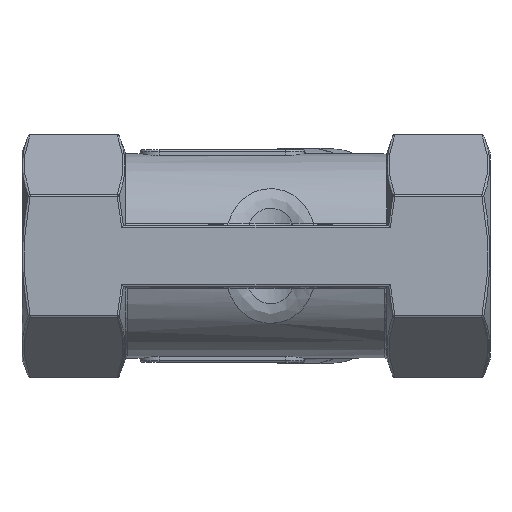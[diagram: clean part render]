
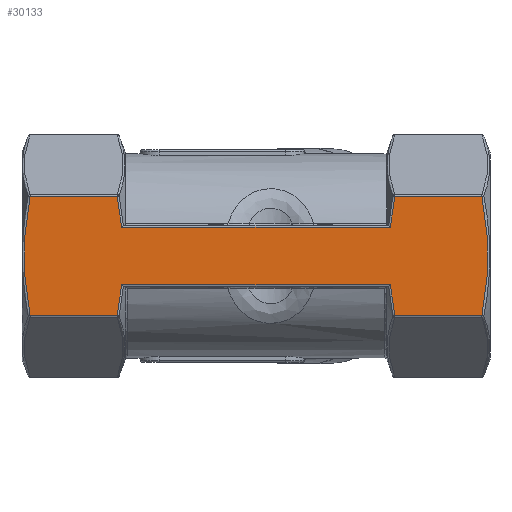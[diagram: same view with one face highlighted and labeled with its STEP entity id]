
A CAD part, front view. The second image highlights one B-rep face of the part: STEP entity #30133.
In plain terms, the highlighted planar face has unit normal (0, -1, 0).
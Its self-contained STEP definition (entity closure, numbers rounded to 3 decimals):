
#1724 = EDGE_CURVE ( 'NONE', #14087, #13578, #22345, .T. ) ;
#1730 = EDGE_CURVE ( 'NONE', #13586, #13806, #18870, .T. ) ;
#1733 = EDGE_CURVE ( 'NONE', #13806, #13682, #29821, .T. ) ;
#1740 = EDGE_CURVE ( 'NONE', #13682, #13703, #18913, .T. ) ;
#1742 = EDGE_CURVE ( 'NONE', #13703, #14032, #29815, .T. ) ;
#1746 = EDGE_CURVE ( 'NONE', #14032, #13736, #19017, .T. ) ;
#1751 = EDGE_CURVE ( 'NONE', #13736, #14087, #29812, .T. ) ;
#1752 = EDGE_CURVE ( 'NONE', #13746, #13717, #19072, .T. ) ;
#1753 = EDGE_CURVE ( 'NONE', #14101, #14058, #19077, .T. ) ;
#1778 = EDGE_CURVE ( 'NONE', #14058, #13746, #29804, .T. ) ;
#1797 = EDGE_CURVE ( 'NONE', #13717, #13586, #29792, .T. ) ;
#1803 = EDGE_CURVE ( 'NONE', #13578, #14101, #29791, .T. ) ;
#1918 = EDGE_LOOP ( 'NONE', ( #13460, #13453, #2127, #4112, #4111, #4109, #4087, #4451, #4081, #4458, #4076, #4083 ) ) ;
#2127 = ORIENTED_EDGE ( 'NONE', *, *, #1778, .T. ) ;
#4076 = ORIENTED_EDGE ( 'NONE', *, *, #1751, .T. ) ;
#4081 = ORIENTED_EDGE ( 'NONE', *, *, #1742, .T. ) ;
#4083 = ORIENTED_EDGE ( 'NONE', *, *, #1724, .T. ) ;
#4087 = ORIENTED_EDGE ( 'NONE', *, *, #1733, .T. ) ;
#4109 = ORIENTED_EDGE ( 'NONE', *, *, #1730, .T. ) ;
#4111 = ORIENTED_EDGE ( 'NONE', *, *, #1797, .T. ) ;
#4112 = ORIENTED_EDGE ( 'NONE', *, *, #1752, .T. ) ;
#4451 = ORIENTED_EDGE ( 'NONE', *, *, #1740, .T. ) ;
#4458 = ORIENTED_EDGE ( 'NONE', *, *, #1746, .T. ) ;
#5791 = CARTESIAN_POINT ( 'NONE',  ( 23.631, -25., 6.8 ) ) ;
#5795 = CARTESIAN_POINT ( 'NONE',  ( 23.631, -25., -6.8 ) ) ;
#5834 = CARTESIAN_POINT ( 'NONE',  ( 88.412, -25., -14.145 ) ) ;
#5844 = CARTESIAN_POINT ( 'NONE',  ( 109.088, -25., -14.145 ) ) ;
#5851 = CARTESIAN_POINT ( 'NONE',  ( 22.588, -25., -14.145 ) ) ;
#5860 = CARTESIAN_POINT ( 'NONE',  ( 88.412, -25., 14.145 ) ) ;
#5864 = CARTESIAN_POINT ( 'NONE',  ( 1.912, -25., -14.145 ) ) ;
#5891 = CARTESIAN_POINT ( 'NONE',  ( 87.369, -25., -6.8 ) ) ;
#6002 = CARTESIAN_POINT ( 'NONE',  ( 109.088, -25., 14.145 ) ) ;
#6015 = CARTESIAN_POINT ( 'NONE',  ( 1.912, -25., 14.145 ) ) ;
#6030 = CARTESIAN_POINT ( 'NONE',  ( 87.369, -25., 6.8 ) ) ;
#6037 = CARTESIAN_POINT ( 'NONE',  ( 22.588, -25., 14.145 ) ) ;
#13453 = ORIENTED_EDGE ( 'NONE', *, *, #1753, .T. ) ;
#13460 = ORIENTED_EDGE ( 'NONE', *, *, #1803, .T. ) ;
#13578 = VERTEX_POINT ( 'NONE', #5791 ) ;
#13586 = VERTEX_POINT ( 'NONE', #5795 ) ;
#13682 = VERTEX_POINT ( 'NONE', #5834 ) ;
#13703 = VERTEX_POINT ( 'NONE', #5844 ) ;
#13717 = VERTEX_POINT ( 'NONE', #5851 ) ;
#13736 = VERTEX_POINT ( 'NONE', #5860 ) ;
#13746 = VERTEX_POINT ( 'NONE', #5864 ) ;
#13806 = VERTEX_POINT ( 'NONE', #5891 ) ;
#14032 = VERTEX_POINT ( 'NONE', #6002 ) ;
#14058 = VERTEX_POINT ( 'NONE', #6015 ) ;
#14087 = VERTEX_POINT ( 'NONE', #6030 ) ;
#14101 = VERTEX_POINT ( 'NONE', #6037 ) ;
#14378 = VECTOR ( 'NONE', #19022, 1000. ) ;
#14451 = VECTOR ( 'NONE', #18874, 1000. ) ;
#14457 = VECTOR ( 'NONE', #22354, 1000. ) ;
#14480 = VECTOR ( 'NONE', #19075, 1000. ) ;
#14538 = VECTOR ( 'NONE', #18950, 1000. ) ;
#14539 = VECTOR ( 'NONE', #19079, 1000. ) ;
#18849 = CARTESIAN_POINT ( 'NONE',  ( 87.609, -25., -9.262 ) ) ;
#18851 = CARTESIAN_POINT ( 'NONE',  ( 87.969, -25., -11.711 ) ) ;
#18870 = LINE ( 'NONE', #18872, #14451 ) ;
#18872 = CARTESIAN_POINT ( 'NONE',  ( 0., -25., -6.8 ) ) ;
#18874 = DIRECTION ( 'NONE',  ( 1., 0., 0. ) ) ;
#18885 = CARTESIAN_POINT ( 'NONE',  ( 87.369, -25., -6.8 ) ) ;
#18889 = CARTESIAN_POINT ( 'NONE',  ( 88.412, -25., -14.145 ) ) ;
#18913 = LINE ( 'NONE', #18928, #14538 ) ;
#18928 = CARTESIAN_POINT ( 'NONE',  ( 0., -25., -14.145 ) ) ;
#18950 = DIRECTION ( 'NONE',  ( 1., 0., 0. ) ) ;
#18953 = CARTESIAN_POINT ( 'NONE',  ( 109.862, -25., -9.461 ) ) ;
#18955 = CARTESIAN_POINT ( 'NONE',  ( 109.514, -25., -11.807 ) ) ;
#18971 = CARTESIAN_POINT ( 'NONE',  ( 109.088, -25., -14.145 ) ) ;
#18975 = CARTESIAN_POINT ( 'NONE',  ( 110.339, -25., -4.748 ) ) ;
#18977 = CARTESIAN_POINT ( 'NONE',  ( 110.468, -25., -2.38 ) ) ;
#18979 = CARTESIAN_POINT ( 'NONE',  ( 110.468, -25., 2.38 ) ) ;
#18981 = CARTESIAN_POINT ( 'NONE',  ( 110.339, -25., 4.748 ) ) ;
#18983 = CARTESIAN_POINT ( 'NONE',  ( 109.862, -25., 9.461 ) ) ;
#18985 = CARTESIAN_POINT ( 'NONE',  ( 109.514, -25., 11.807 ) ) ;
#18987 = CARTESIAN_POINT ( 'NONE',  ( 109.088, -25., 14.145 ) ) ;
#19017 = LINE ( 'NONE', #19020, #14378 ) ;
#19020 = CARTESIAN_POINT ( 'NONE',  ( 0., -25., 14.145 ) ) ;
#19022 = DIRECTION ( 'NONE',  ( -1., 0., 0. ) ) ;
#19026 = CARTESIAN_POINT ( 'NONE',  ( 87.609, -25., 9.262 ) ) ;
#19068 = CARTESIAN_POINT ( 'NONE',  ( 87.969, -25., 11.711 ) ) ;
#19069 = CARTESIAN_POINT ( 'NONE',  ( 88.412, -25., 14.145 ) ) ;
#19071 = CARTESIAN_POINT ( 'NONE',  ( 87.369, -25., 6.8 ) ) ;
#19072 = LINE ( 'NONE', #19074, #14480 ) ;
#19074 = CARTESIAN_POINT ( 'NONE',  ( 0., -25., -14.145 ) ) ;
#19075 = DIRECTION ( 'NONE',  ( 1., 0., 0. ) ) ;
#19077 = LINE ( 'NONE', #19078, #14539 ) ;
#19078 = CARTESIAN_POINT ( 'NONE',  ( 0., -25., 14.145 ) ) ;
#19079 = DIRECTION ( 'NONE',  ( -1., 0., 0. ) ) ;
#19306 = CARTESIAN_POINT ( 'NONE',  ( 1.138, -25., 9.461 ) ) ;
#19317 = CARTESIAN_POINT ( 'NONE',  ( 1.486, -25., 11.807 ) ) ;
#19328 = CARTESIAN_POINT ( 'NONE',  ( 1.912, -25., 14.145 ) ) ;
#19331 = CARTESIAN_POINT ( 'NONE',  ( 0.661, -25., 4.748 ) ) ;
#19332 = CARTESIAN_POINT ( 'NONE',  ( 0.532, -25., 2.38 ) ) ;
#19334 = CARTESIAN_POINT ( 'NONE',  ( 0.532, -25., -2.38 ) ) ;
#19335 = CARTESIAN_POINT ( 'NONE',  ( 0.661, -25., -4.748 ) ) ;
#19336 = CARTESIAN_POINT ( 'NONE',  ( 1.138, -25., -9.461 ) ) ;
#19338 = CARTESIAN_POINT ( 'NONE',  ( 1.486, -25., -11.807 ) ) ;
#19339 = CARTESIAN_POINT ( 'NONE',  ( 1.912, -25., -14.145 ) ) ;
#19468 = CARTESIAN_POINT ( 'NONE',  ( 23.391, -25., -9.262 ) ) ;
#19469 = CARTESIAN_POINT ( 'NONE',  ( 23.031, -25., -11.711 ) ) ;
#19476 = CARTESIAN_POINT ( 'NONE',  ( 22.588, -25., -14.145 ) ) ;
#19478 = CARTESIAN_POINT ( 'NONE',  ( 23.631, -25., -6.8 ) ) ;
#19484 = CARTESIAN_POINT ( 'NONE',  ( 23.031, -25., 11.711 ) ) ;
#19488 = CARTESIAN_POINT ( 'NONE',  ( 23.391, -25., 9.262 ) ) ;
#19496 = CARTESIAN_POINT ( 'NONE',  ( 23.631, -25., 6.8 ) ) ;
#19498 = CARTESIAN_POINT ( 'NONE',  ( 22.588, -25., 14.145 ) ) ;
#22345 = LINE ( 'NONE', #22351, #14457 ) ;
#22351 = CARTESIAN_POINT ( 'NONE',  ( 0., -25., 6.8 ) ) ;
#22354 = DIRECTION ( 'NONE',  ( -1., 0., 0. ) ) ;
#26329 = PLANE ( 'NONE',  #26895 ) ;
#26366 = FACE_OUTER_BOUND ( 'NONE', #1918, .T. ) ;
#26387 = CARTESIAN_POINT ( 'NONE',  ( 0., -25., -32.501 ) ) ;
#26389 = DIRECTION ( 'NONE',  ( 0., -1., 0. ) ) ;
#26391 = DIRECTION ( 'NONE',  ( 0., 0., -1. ) ) ;
#26895 = AXIS2_PLACEMENT_3D ( 'NONE', #26387, #26389, #26391 ) ;
#29791 = B_SPLINE_CURVE_WITH_KNOTS ( 'NONE', 3,
 ( #19496, #19488, #19484, #19498 ),
 .UNSPECIFIED., .F., .F.,
 ( 4, 4 ),
 ( 0., 0.007 ),
 .UNSPECIFIED. ) ;
#29792 = B_SPLINE_CURVE_WITH_KNOTS ( 'NONE', 3,
 ( #19476, #19469, #19468, #19478 ),
 .UNSPECIFIED., .F., .F.,
 ( 4, 4 ),
 ( 0., 0.007 ),
 .UNSPECIFIED. ) ;
#29804 = B_SPLINE_CURVE_WITH_KNOTS ( 'NONE', 3,
 ( #19328, #19317, #19306, #19331, #19332, #19334, #19335, #19336, #19338, #19339 ),
 .UNSPECIFIED., .F., .F.,
 ( 4, 2, 2, 2, 4 ),
 ( 0., 0.007, 0.015, 0.022, 0.029 ),
 .UNSPECIFIED. ) ;
#29812 = B_SPLINE_CURVE_WITH_KNOTS ( 'NONE', 3,
 ( #19069, #19068, #19026, #19071 ),
 .UNSPECIFIED., .F., .F.,
 ( 4, 4 ),
 ( 0., 0.007 ),
 .UNSPECIFIED. ) ;
#29815 = B_SPLINE_CURVE_WITH_KNOTS ( 'NONE', 3,
 ( #18971, #18955, #18953, #18975, #18977, #18979, #18981, #18983, #18985, #18987 ),
 .UNSPECIFIED., .F., .F.,
 ( 4, 2, 2, 2, 4 ),
 ( 0., 0.007, 0.015, 0.022, 0.029 ),
 .UNSPECIFIED. ) ;
#29821 = B_SPLINE_CURVE_WITH_KNOTS ( 'NONE', 3,
 ( #18885, #18849, #18851, #18889 ),
 .UNSPECIFIED., .F., .F.,
 ( 4, 4 ),
 ( 0., 0.007 ),
 .UNSPECIFIED. ) ;
#30133 = ADVANCED_FACE ( 'NONE', ( #26366 ), #26329, .T. ) ;
